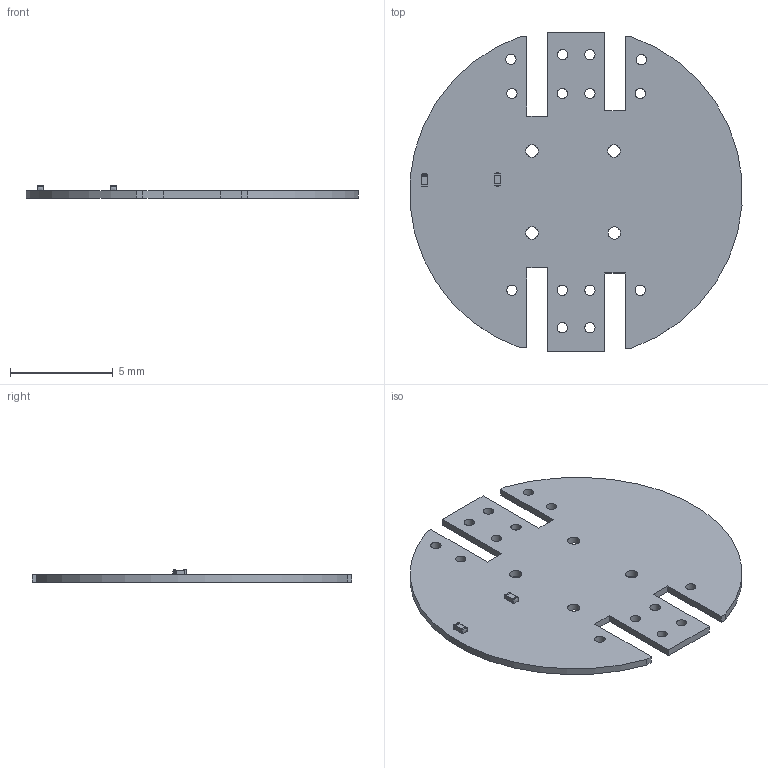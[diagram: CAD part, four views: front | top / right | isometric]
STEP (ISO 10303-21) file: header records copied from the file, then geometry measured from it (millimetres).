
FILE_DESCRIPTION(('Open CASCADE Model'),'2;1');
FILE_NAME('Open CASCADE Shape Model','2016-05-17T15:16:17',('Author'),( 'Open CASCADE'),'Open CASCADE STEP processor 6.8','Open CASCADE 6.8' ,'Unknown');
FILE_SCHEMA(('AUTOMOTIVE_DESIGN { 1 0 10303 214 1 1 1 1 }'));
Length unit declared in the file: millimetre
Products named in the file (5): PCB; Board; R36; User_Library-Resistors0201; R37
Assembly tree (5 placements, depth 3):
  PCB
    Board
    R36
      User_Library-Resistors0201
    R37
      User_Library-Resistors0201
Bounding box: 16.19 x 15.6 x 0.59 mm (x, y, z)
Volume: 63.8 mm3; surface area: 409.5 mm2
Topology: 7 solids, 7 shells, 164 faces, 386 edges, 204 vertices
Faces by surface type: cylinder 60, plane 52, sphere 32, bspline 20
Full cylindrical faces by diameter (mm): 0.5 x14, 0.6 x4
Entity records: 10449 total; most frequent: CARTESIAN_POINT 5700, DIRECTION 754, ORIENTED_EDGE 468, PCURVE 468, DEFINITIONAL_REPRESENTATION 468, LINE 366, VECTOR 366, EDGE_CURVE 234
